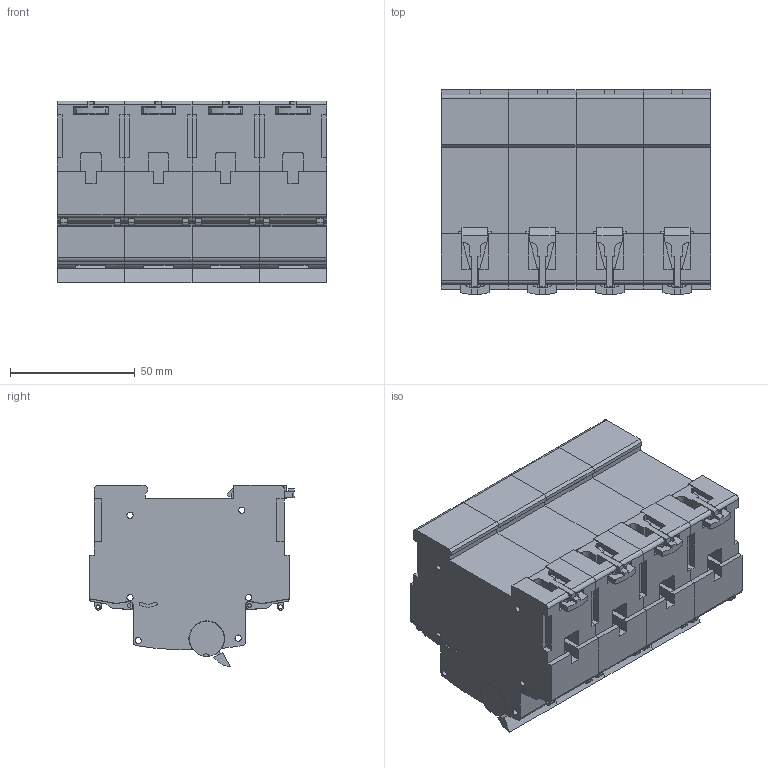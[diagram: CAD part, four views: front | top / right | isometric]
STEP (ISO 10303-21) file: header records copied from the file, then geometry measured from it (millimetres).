
FILE_DESCRIPTION (( 'STEP AP203' ), '1' );
FILE_NAME ('臍 47-100 4P EKF PROxima.STEP', '2016-11-11T13:20:10', ( '' ), ( '' ), 'SwSTEP 2.0', 'SolidWorks 2014', '' );
FILE_SCHEMA (( 'CONFIG_CONTROL_DESIGN' ));
Length unit declared in the file: millimetre
Products named in the file (4): 櫻蠉錪2; 櫻蠉錪1; 臍 47-100 4P EKF PROxima; 臍 47-100 EKF PROxima
Assembly tree (12 placements, depth 2):
  臍 47-100 4P EKF PROxima
    臍 47-100 EKF PROxima  x4
    櫻蠉錪2  x4
    櫻蠉錪1  x4
Bounding box: 108 x 82.1 x 72.7 mm (x, y, z)
Volume: 456114.3 mm3; surface area: 87172.8 mm2
Topology: 28 solids, 28 shells, 1264 faces, 3476 edges, 2296 vertices
Faces by surface type: plane 852, cylinder 412
Entity records: 10771 total; most frequent: CARTESIAN_POINT 1774, DIRECTION 1763, ORIENTED_EDGE 1738, EDGE_CURVE 869, LINE 637, VECTOR 637, VERTEX_POINT 574, AXIS2_PLACEMENT_3D 563
